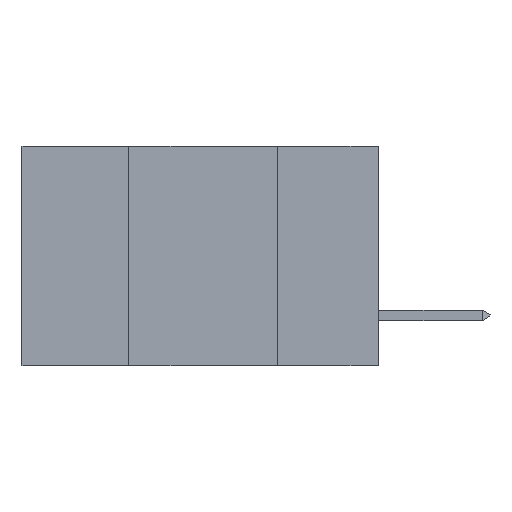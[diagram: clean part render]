
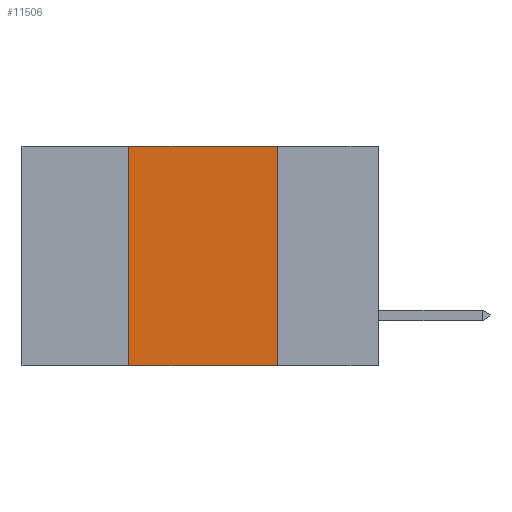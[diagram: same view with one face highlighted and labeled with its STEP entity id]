
A CAD part, left-side view. The second image highlights one B-rep face of the part: STEP entity #11506.
In plain terms, the highlighted planar face has unit normal (-1, 0, 0).
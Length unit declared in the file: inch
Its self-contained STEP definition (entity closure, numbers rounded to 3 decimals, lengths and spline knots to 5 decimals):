
#723 = EDGE_LOOP ( 'NONE', ( #10976, #13342, #7441, #4146 ) ) ;
#1581 = VECTOR ( 'NONE', #14363, 39.37008 ) ;
#1680 = LINE ( 'NONE', #5205, #14128 ) ;
#1747 = CARTESIAN_POINT ( 'NONE',  ( 0., 0.17, -0.37 ) ) ;
#3407 = VERTEX_POINT ( 'NONE', #6188 ) ;
#3567 = EDGE_CURVE ( 'NONE', #3407, #7423, #1680, .T. ) ;
#4146 = ORIENTED_EDGE ( 'NONE', *, *, #9380, .T. ) ;
#4297 = PLANE ( 'NONE',  #7146 ) ;
#4850 = LINE ( 'NONE', #9683, #1581 ) ;
#5205 = CARTESIAN_POINT ( 'NONE',  ( 0., 0.42, -0.37 ) ) ;
#6068 = VECTOR ( 'NONE', #11475, 39.37008 ) ;
#6188 = CARTESIAN_POINT ( 'NONE',  ( 0., 0.42, -0.37 ) ) ;
#6290 = EDGE_CURVE ( 'NONE', #7423, #10360, #12563, .T. ) ;
#6470 = DIRECTION ( 'NONE',  ( 0., 0., 1. ) ) ;
#6781 = CARTESIAN_POINT ( 'NONE',  ( 0., 0.6, 0. ) ) ;
#7146 = AXIS2_PLACEMENT_3D ( 'NONE', #6781, #10234, #8932 ) ;
#7190 = VERTEX_POINT ( 'NONE', #1747 ) ;
#7423 = VERTEX_POINT ( 'NONE', #14144 ) ;
#7441 = ORIENTED_EDGE ( 'NONE', *, *, #3567, .F. ) ;
#7667 = VECTOR ( 'NONE', #13899, 39.37008 ) ;
#8932 = DIRECTION ( 'NONE',  ( 0., 0., -1. ) ) ;
#9174 = CARTESIAN_POINT ( 'NONE',  ( 0., 0.6, 0. ) ) ;
#9278 = LINE ( 'NONE', #13958, #7667 ) ;
#9380 = EDGE_CURVE ( 'NONE', #3407, #7190, #4850, .T. ) ;
#9683 = CARTESIAN_POINT ( 'NONE',  ( 0., 0.6, -0.37 ) ) ;
#10234 = DIRECTION ( 'NONE',  ( 1., 0., 0. ) ) ;
#10360 = VERTEX_POINT ( 'NONE', #13386 ) ;
#10976 = ORIENTED_EDGE ( 'NONE', *, *, #12259, .F. ) ;
#11475 = DIRECTION ( 'NONE',  ( 0., -1., 0. ) ) ;
#11506 = ADVANCED_FACE ( 'NONE', ( #14931 ), #4297, .F. ) ;
#12259 = EDGE_CURVE ( 'NONE', #10360, #7190, #9278, .T. ) ;
#12563 = LINE ( 'NONE', #9174, #6068 ) ;
#13342 = ORIENTED_EDGE ( 'NONE', *, *, #6290, .F. ) ;
#13386 = CARTESIAN_POINT ( 'NONE',  ( 0., 0.17, 0. ) ) ;
#13899 = DIRECTION ( 'NONE',  ( 0., 0., -1. ) ) ;
#13958 = CARTESIAN_POINT ( 'NONE',  ( 0., 0.17, -0.37 ) ) ;
#14128 = VECTOR ( 'NONE', #6470, 39.37008 ) ;
#14144 = CARTESIAN_POINT ( 'NONE',  ( 0., 0.42, 0. ) ) ;
#14363 = DIRECTION ( 'NONE',  ( 0., -1., 0. ) ) ;
#14931 = FACE_OUTER_BOUND ( 'NONE', #723, .T. ) ;
